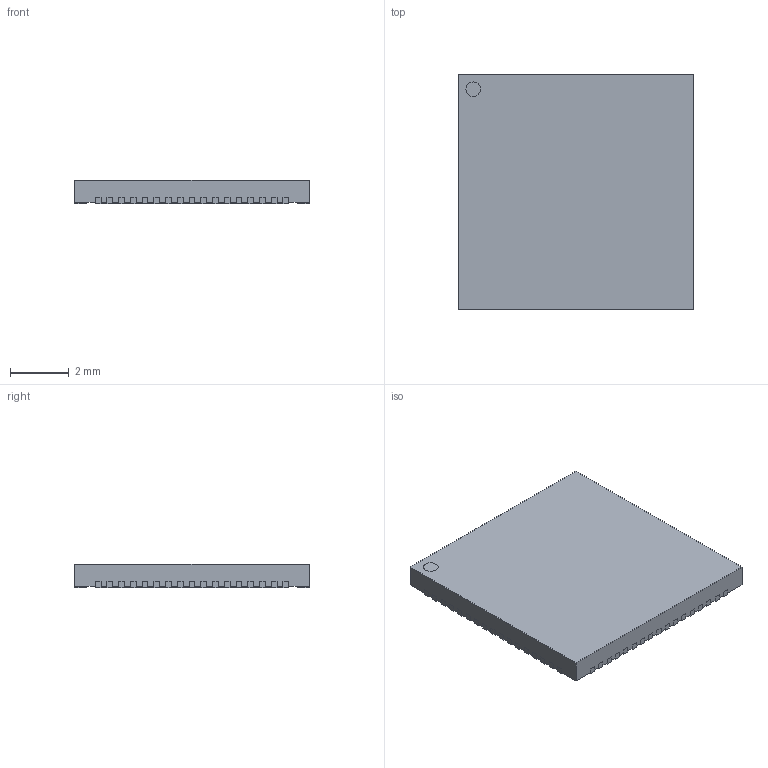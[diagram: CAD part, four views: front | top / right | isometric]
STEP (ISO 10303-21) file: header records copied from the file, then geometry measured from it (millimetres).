
FILE_DESCRIPTION(/* description */ (''),/* implementation_level */ '2;1');
FILE_NAME(/* name */ 'QFN40P800X800X80-69N-S635.stp',/* time_stamp */ '2016-08-16T13:55:16+02:00',/* author */ ('bcivel'),/* organization */ (''),/* preprocessor_version */ 'ST-DEVELOPER v16.1',/* originating_system */ 'AutoCAD Mechanical',/* authorisation */ '');
FILE_SCHEMA (('AUTOMOTIVE_DESIGN { 1 0 10303 214 3 1 1 }'));
Length unit declared in the file: millimetre
Products named in the file (1): Product
Bounding box: 8 x 8 x 0.8 mm (x, y, z)
Volume: 50.3 mm3; surface area: 267.2 mm2
Topology: 71 solids, 71 shells, 697 faces, 1662 edges, 1108 vertices
Faces by surface type: plane 559, cylinder 138
Full cylindrical faces by diameter (mm): 0.5 x2
Entity records: 19951 total; most frequent: CARTESIAN_POINT 3466, DIRECTION 3332, ORIENTED_EDGE 3320, EDGE_CURVE 1660, LINE 1384, VECTOR 1384, VERTEX_POINT 1108, AXIS2_PLACEMENT_3D 974
